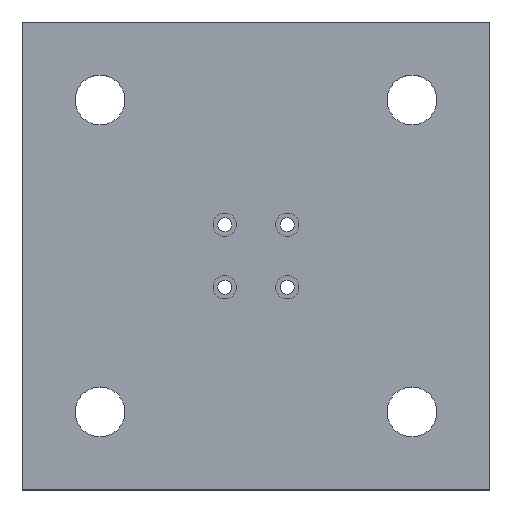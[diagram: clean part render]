
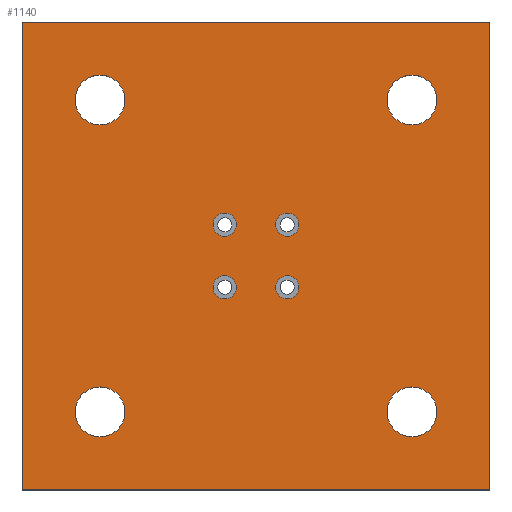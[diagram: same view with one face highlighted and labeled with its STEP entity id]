
A CAD part, top view. The second image highlights one B-rep face of the part: STEP entity #1140.
In plain terms, the highlighted planar face has unit normal (0, 0, 1).
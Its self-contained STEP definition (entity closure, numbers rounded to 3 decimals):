
#130=CARTESIAN_POINT('',(257.173,178.498,20.0));
#131=VERTEX_POINT('',#130);
#140=CARTESIAN_POINT('',(289.173,178.498,20.0));
#141=VERTEX_POINT('',#140);
#142=CARTESIAN_POINT('',(273.173,178.498,20.0));
#143=DIRECTION('',(0.0,0.0,-1.0));
#144=DIRECTION('',(-1.0,0.0,0.0));
#145=AXIS2_PLACEMENT_3D('',#142,#143,#144);
#146=CIRCLE('',#145,16.0);
#147=EDGE_CURVE('',#141,#131,#146,.T.);
#172=CARTESIAN_POINT('',(257.173,378.498,20.0));
#173=VERTEX_POINT('',#172);
#182=CARTESIAN_POINT('',(289.173,378.498,20.0));
#183=VERTEX_POINT('',#182);
#184=CARTESIAN_POINT('',(273.173,378.498,20.0));
#185=DIRECTION('',(0.0,0.0,-1.0));
#186=DIRECTION('',(-1.0,0.0,0.0));
#187=AXIS2_PLACEMENT_3D('',#184,#185,#186);
#188=CIRCLE('',#187,16.0);
#189=EDGE_CURVE('',#183,#173,#188,.T.);
#214=CARTESIAN_POINT('',(457.173,378.498,20.0));
#215=VERTEX_POINT('',#214);
#224=CARTESIAN_POINT('',(489.173,378.498,20.0));
#225=VERTEX_POINT('',#224);
#226=CARTESIAN_POINT('',(473.173,378.498,20.0));
#227=DIRECTION('',(0.0,0.0,-1.0));
#228=DIRECTION('',(-1.0,0.0,0.0));
#229=AXIS2_PLACEMENT_3D('',#226,#227,#228);
#230=CIRCLE('',#229,16.0);
#231=EDGE_CURVE('',#225,#215,#230,.T.);
#256=CARTESIAN_POINT('',(457.173,178.498,20.0));
#257=VERTEX_POINT('',#256);
#266=CARTESIAN_POINT('',(489.173,178.498,20.0));
#267=VERTEX_POINT('',#266);
#268=CARTESIAN_POINT('',(473.173,178.498,20.0));
#269=DIRECTION('',(0.0,0.0,-1.0));
#270=DIRECTION('',(-1.0,0.0,0.0));
#271=AXIS2_PLACEMENT_3D('',#268,#269,#270);
#272=CIRCLE('',#271,16.0);
#273=EDGE_CURVE('',#267,#257,#272,.T.);
#340=CARTESIAN_POINT('',(345.673,258.498,20.0));
#341=VERTEX_POINT('',#340);
#350=CARTESIAN_POINT('',(360.673,258.498,20.0));
#351=VERTEX_POINT('',#350);
#352=CARTESIAN_POINT('',(353.173,258.498,20.0));
#353=DIRECTION('',(0.0,0.0,-1.0));
#354=DIRECTION('',(-1.0,0.0,0.0));
#355=AXIS2_PLACEMENT_3D('',#352,#353,#354);
#356=CIRCLE('',#355,7.5);
#357=EDGE_CURVE('',#351,#341,#356,.T.);
#424=CARTESIAN_POINT('',(345.673,298.498,20.0));
#425=VERTEX_POINT('',#424);
#434=CARTESIAN_POINT('',(360.673,298.498,20.0));
#435=VERTEX_POINT('',#434);
#436=CARTESIAN_POINT('',(353.173,298.498,20.0));
#437=DIRECTION('',(0.0,0.0,-1.0));
#438=DIRECTION('',(-1.0,0.0,0.0));
#439=AXIS2_PLACEMENT_3D('',#436,#437,#438);
#440=CIRCLE('',#439,7.5);
#441=EDGE_CURVE('',#435,#425,#440,.T.);
#508=CARTESIAN_POINT('',(385.673,298.498,20.0));
#509=VERTEX_POINT('',#508);
#518=CARTESIAN_POINT('',(400.673,298.498,20.0));
#519=VERTEX_POINT('',#518);
#520=CARTESIAN_POINT('',(393.173,298.498,20.0));
#521=DIRECTION('',(0.0,0.0,-1.0));
#522=DIRECTION('',(-1.0,0.0,0.0));
#523=AXIS2_PLACEMENT_3D('',#520,#521,#522);
#524=CIRCLE('',#523,7.5);
#525=EDGE_CURVE('',#519,#509,#524,.T.);
#592=CARTESIAN_POINT('',(385.673,258.498,20.0));
#593=VERTEX_POINT('',#592);
#602=CARTESIAN_POINT('',(400.673,258.498,20.0));
#603=VERTEX_POINT('',#602);
#604=CARTESIAN_POINT('',(393.173,258.498,20.0));
#605=DIRECTION('',(0.0,0.0,-1.0));
#606=DIRECTION('',(-1.0,0.0,0.0));
#607=AXIS2_PLACEMENT_3D('',#604,#605,#606);
#608=CIRCLE('',#607,7.5);
#609=EDGE_CURVE('',#603,#593,#608,.T.);
#663=CARTESIAN_POINT('',(393.173,258.498,20.0));
#664=DIRECTION('',(0.0,0.0,-1.0));
#665=DIRECTION('',(-1.0,0.0,0.0));
#666=AXIS2_PLACEMENT_3D('',#663,#664,#665);
#667=CIRCLE('',#666,7.5);
#668=EDGE_CURVE('',#593,#603,#667,.T.);
#725=CARTESIAN_POINT('',(393.173,298.498,20.0));
#726=DIRECTION('',(0.0,0.0,-1.0));
#727=DIRECTION('',(-1.0,0.0,0.0));
#728=AXIS2_PLACEMENT_3D('',#725,#726,#727);
#729=CIRCLE('',#728,7.5);
#730=EDGE_CURVE('',#509,#519,#729,.T.);
#787=CARTESIAN_POINT('',(353.173,298.498,20.0));
#788=DIRECTION('',(0.0,0.0,-1.0));
#789=DIRECTION('',(-1.0,0.0,0.0));
#790=AXIS2_PLACEMENT_3D('',#787,#788,#789);
#791=CIRCLE('',#790,7.5);
#792=EDGE_CURVE('',#425,#435,#791,.T.);
#849=CARTESIAN_POINT('',(353.173,258.498,20.0));
#850=DIRECTION('',(0.0,0.0,-1.0));
#851=DIRECTION('',(-1.0,0.0,0.0));
#852=AXIS2_PLACEMENT_3D('',#849,#850,#851);
#853=CIRCLE('',#852,7.5);
#854=EDGE_CURVE('',#341,#351,#853,.T.);
#891=CARTESIAN_POINT('',(473.173,178.498,20.0));
#892=DIRECTION('',(0.0,0.0,-1.0));
#893=DIRECTION('',(-1.0,0.0,0.0));
#894=AXIS2_PLACEMENT_3D('',#891,#892,#893);
#895=CIRCLE('',#894,16.0);
#896=EDGE_CURVE('',#257,#267,#895,.T.);
#915=CARTESIAN_POINT('',(473.173,378.498,20.0));
#916=DIRECTION('',(0.0,0.0,-1.0));
#917=DIRECTION('',(-1.0,0.0,0.0));
#918=AXIS2_PLACEMENT_3D('',#915,#916,#917);
#919=CIRCLE('',#918,16.0);
#920=EDGE_CURVE('',#215,#225,#919,.T.);
#939=CARTESIAN_POINT('',(273.173,378.498,20.0));
#940=DIRECTION('',(0.0,0.0,-1.0));
#941=DIRECTION('',(-1.0,0.0,0.0));
#942=AXIS2_PLACEMENT_3D('',#939,#940,#941);
#943=CIRCLE('',#942,16.0);
#944=EDGE_CURVE('',#173,#183,#943,.T.);
#963=CARTESIAN_POINT('',(273.173,178.498,20.0));
#964=DIRECTION('',(0.0,0.0,-1.0));
#965=DIRECTION('',(-1.0,0.0,0.0));
#966=AXIS2_PLACEMENT_3D('',#963,#964,#965);
#967=CIRCLE('',#966,16.0);
#968=EDGE_CURVE('',#131,#141,#967,.T.);
#978=CARTESIAN_POINT('',(223.173,428.498,20.0));
#979=VERTEX_POINT('',#978);
#980=CARTESIAN_POINT('',(523.173,428.498,20.0));
#981=VERTEX_POINT('',#980);
#982=CARTESIAN_POINT('',(223.173,428.498,20.0));
#983=DIRECTION('',(1.0,0.0,0.0));
#984=VECTOR('',#983,300.0);
#985=LINE('',#982,#984);
#986=EDGE_CURVE('',#979,#981,#985,.T.);
#1018=CARTESIAN_POINT('',(523.173,128.498,20.0));
#1019=VERTEX_POINT('',#1018);
#1020=CARTESIAN_POINT('',(523.173,428.498,20.0));
#1021=DIRECTION('',(0.0,-1.0,0.0));
#1022=VECTOR('',#1021,300.0);
#1023=LINE('',#1020,#1022);
#1024=EDGE_CURVE('',#981,#1019,#1023,.T.);
#1049=CARTESIAN_POINT('',(223.173,128.498,20.0));
#1050=VERTEX_POINT('',#1049);
#1051=CARTESIAN_POINT('',(523.173,128.498,20.0));
#1052=DIRECTION('',(-1.0,0.0,0.0));
#1053=VECTOR('',#1052,300.0);
#1054=LINE('',#1051,#1053);
#1055=EDGE_CURVE('',#1019,#1050,#1054,.T.);
#1080=CARTESIAN_POINT('',(223.173,128.498,20.0));
#1081=DIRECTION('',(0.0,1.0,0.0));
#1082=VECTOR('',#1081,300.0);
#1083=LINE('',#1080,#1082);
#1084=EDGE_CURVE('',#1050,#979,#1083,.T.);
#1097=CARTESIAN_POINT('',(223.173,428.498,20.0));
#1098=DIRECTION('',(0.0,0.0,-1.0));
#1099=DIRECTION('',(-1.0,0.0,0.0));
#1100=AXIS2_PLACEMENT_3D('',#1097,#1098,#1099);
#1101=PLANE('',#1100);
#1102=ORIENTED_EDGE('',*,*,#986,.F.);
#1103=ORIENTED_EDGE('',*,*,#1084,.F.);
#1104=ORIENTED_EDGE('',*,*,#1055,.F.);
#1105=ORIENTED_EDGE('',*,*,#1024,.F.);
#1106=EDGE_LOOP('',(#1102,#1103,#1104,#1105));
#1107=FACE_OUTER_BOUND('',#1106,.T.);
#1108=ORIENTED_EDGE('',*,*,#668,.T.);
#1109=ORIENTED_EDGE('',*,*,#609,.T.);
#1110=EDGE_LOOP('',(#1108,#1109));
#1111=FACE_BOUND('',#1110,.T.);
#1112=ORIENTED_EDGE('',*,*,#730,.T.);
#1113=ORIENTED_EDGE('',*,*,#525,.T.);
#1114=EDGE_LOOP('',(#1112,#1113));
#1115=FACE_BOUND('',#1114,.T.);
#1116=ORIENTED_EDGE('',*,*,#792,.T.);
#1117=ORIENTED_EDGE('',*,*,#441,.T.);
#1118=EDGE_LOOP('',(#1116,#1117));
#1119=FACE_BOUND('',#1118,.T.);
#1120=ORIENTED_EDGE('',*,*,#854,.T.);
#1121=ORIENTED_EDGE('',*,*,#357,.T.);
#1122=EDGE_LOOP('',(#1120,#1121));
#1123=FACE_BOUND('',#1122,.T.);
#1124=ORIENTED_EDGE('',*,*,#896,.T.);
#1125=ORIENTED_EDGE('',*,*,#273,.T.);
#1126=EDGE_LOOP('',(#1124,#1125));
#1127=FACE_BOUND('',#1126,.T.);
#1128=ORIENTED_EDGE('',*,*,#920,.T.);
#1129=ORIENTED_EDGE('',*,*,#231,.T.);
#1130=EDGE_LOOP('',(#1128,#1129));
#1131=FACE_BOUND('',#1130,.T.);
#1132=ORIENTED_EDGE('',*,*,#944,.T.);
#1133=ORIENTED_EDGE('',*,*,#189,.T.);
#1134=EDGE_LOOP('',(#1132,#1133));
#1135=FACE_BOUND('',#1134,.T.);
#1136=ORIENTED_EDGE('',*,*,#968,.T.);
#1137=ORIENTED_EDGE('',*,*,#147,.T.);
#1138=EDGE_LOOP('',(#1136,#1137));
#1139=FACE_BOUND('',#1138,.T.);
#1140=ADVANCED_FACE('',(#1107,#1111,#1115,#1119,#1123,#1127,#1131,#1135,#1139),#1101,.F.);
